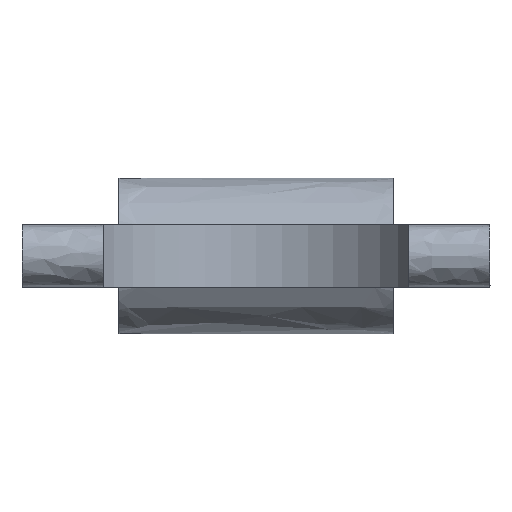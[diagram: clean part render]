
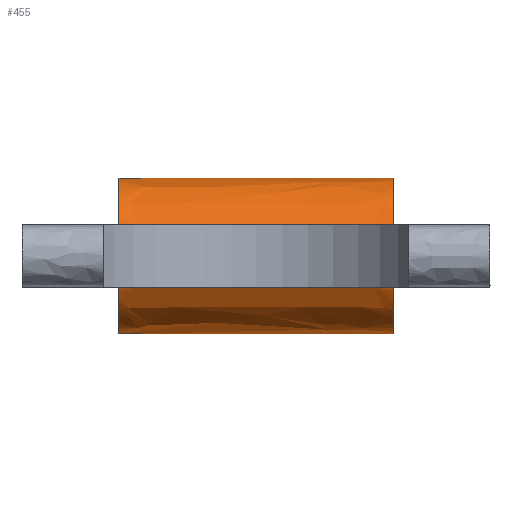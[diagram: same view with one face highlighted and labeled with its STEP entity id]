
A CAD part, front view. The second image highlights one B-rep face of the part: STEP entity #455.
In plain terms, the highlighted free-form (B-spline) face has degree [2, 1] with [5, 2] control points.
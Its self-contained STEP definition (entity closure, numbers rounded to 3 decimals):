
#390 = VERTEX_POINT('',#391);
#391 = CARTESIAN_POINT('',(25.922,0.,
    -14.728));
#399 = EDGE_CURVE('',#390,#400,#402,.T.);
#400 = VERTEX_POINT('',#401);
#401 = CARTESIAN_POINT('',(-25.922,0.,
    -14.728));
#402 = B_SPLINE_CURVE_WITH_KNOTS('',1,(#403,#404),.UNSPECIFIED.,.F.,.F.,
  (2,2),(-0.,44.),.PIECEWISE_BEZIER_KNOTS.);
#403 = CARTESIAN_POINT('',(25.922,0.,
    -14.728));
#404 = CARTESIAN_POINT('',(-25.922,0.,
    -14.728));
#455 = ADVANCED_FACE('',(#456,#484),#516,.T.);
#456 = FACE_BOUND('',#457,.T.);
#457 = EDGE_LOOP('',(#458,#459,#469,#476));
#458 = ORIENTED_EDGE('',*,*,#399,.F.);
#459 = ORIENTED_EDGE('',*,*,#460,.F.);
#460 = EDGE_CURVE('',#461,#390,#463,.T.);
#461 = VERTEX_POINT('',#462);
#462 = CARTESIAN_POINT('',(25.922,0.,14.728));
#463 = ( BOUNDED_CURVE() B_SPLINE_CURVE(2,(#464,#465,#466,#467,#468),
.UNSPECIFIED.,.F.,.F.) B_SPLINE_CURVE_WITH_KNOTS((3,2,3),(3.142,
4.712,6.283),.PIECEWISE_BEZIER_KNOTS.) CURVE() 
GEOMETRIC_REPRESENTATION_ITEM() RATIONAL_B_SPLINE_CURVE((1.,
0.707,1.,0.707,1.)) REPRESENTATION_ITEM('') );
#464 = CARTESIAN_POINT('',(25.922,0.,
    14.728));
#465 = CARTESIAN_POINT('',(25.922,-14.728,
    14.728));
#466 = CARTESIAN_POINT('',(25.922,-14.728,
    0.));
#467 = CARTESIAN_POINT('',(25.922,-14.728,
    -14.728));
#468 = CARTESIAN_POINT('',(25.922,0.,
    -14.728));
#469 = ORIENTED_EDGE('',*,*,#470,.T.);
#470 = EDGE_CURVE('',#461,#471,#473,.T.);
#471 = VERTEX_POINT('',#472);
#472 = CARTESIAN_POINT('',(-25.922,0.,14.728));
#473 = B_SPLINE_CURVE_WITH_KNOTS('',1,(#474,#475),.UNSPECIFIED.,.F.,.F.,
  (2,2),(-0.,44.),.PIECEWISE_BEZIER_KNOTS.);
#474 = CARTESIAN_POINT('',(25.922,0.,14.728));
#475 = CARTESIAN_POINT('',(-25.922,0.,14.728));
#476 = ORIENTED_EDGE('',*,*,#477,.T.);
#477 = EDGE_CURVE('',#471,#400,#478,.T.);
#478 = ( BOUNDED_CURVE() B_SPLINE_CURVE(2,(#479,#480,#481,#482,#483),
.UNSPECIFIED.,.F.,.F.) B_SPLINE_CURVE_WITH_KNOTS((3,2,3),(3.142,
4.712,6.283),.PIECEWISE_BEZIER_KNOTS.) CURVE() 
GEOMETRIC_REPRESENTATION_ITEM() RATIONAL_B_SPLINE_CURVE((1.,
0.707,1.,0.707,1.)) REPRESENTATION_ITEM('') );
#479 = CARTESIAN_POINT('',(-25.922,0.,
    14.728));
#480 = CARTESIAN_POINT('',(-25.922,-14.728,
    14.728));
#481 = CARTESIAN_POINT('',(-25.922,-14.728,
    0.));
#482 = CARTESIAN_POINT('',(-25.922,-14.728,
    -14.728));
#483 = CARTESIAN_POINT('',(-25.922,0.,
    -14.728));
#484 = FACE_BOUND('',#485,.T.);
#485 = EDGE_LOOP('',(#486,#496,#503,#511));
#486 = ORIENTED_EDGE('',*,*,#487,.F.);
#487 = EDGE_CURVE('',#488,#490,#492,.T.);
#488 = VERTEX_POINT('',#489);
#489 = CARTESIAN_POINT('',(-22.387,-13.499,5.891)
  );
#490 = VERTEX_POINT('',#491);
#491 = CARTESIAN_POINT('',(-22.387,-13.499,-5.891
    ));
#492 = ( BOUNDED_CURVE() B_SPLINE_CURVE(2,(#493,#494,#495),
.UNSPECIFIED.,.F.,.F.) B_SPLINE_CURVE_WITH_KNOTS((3,3),(4.301,
5.124),.PIECEWISE_BEZIER_KNOTS.) CURVE() 
GEOMETRIC_REPRESENTATION_ITEM() RATIONAL_B_SPLINE_CURVE((1.,
0.917,1.)) REPRESENTATION_ITEM('') );
#493 = CARTESIAN_POINT('',(-22.387,-13.499,5.891)
  );
#494 = CARTESIAN_POINT('',(-22.387,-16.07,
    0.));
#495 = CARTESIAN_POINT('',(-22.387,-13.499,-5.891
    ));
#496 = ORIENTED_EDGE('',*,*,#497,.T.);
#497 = EDGE_CURVE('',#488,#498,#500,.T.);
#498 = VERTEX_POINT('',#499);
#499 = CARTESIAN_POINT('',(22.387,-13.499,
    5.891));
#500 = B_SPLINE_CURVE_WITH_KNOTS('',1,(#501,#502),.UNSPECIFIED.,.F.,.F.,
  (2,2),(-41.,-3.),.PIECEWISE_BEZIER_KNOTS.);
#501 = CARTESIAN_POINT('',(-22.387,-13.499,5.891)
  );
#502 = CARTESIAN_POINT('',(22.387,-13.499,
    5.891));
#503 = ORIENTED_EDGE('',*,*,#504,.T.);
#504 = EDGE_CURVE('',#498,#505,#507,.T.);
#505 = VERTEX_POINT('',#506);
#506 = CARTESIAN_POINT('',(22.387,-13.499,
    -5.891));
#507 = ( BOUNDED_CURVE() B_SPLINE_CURVE(2,(#508,#509,#510),
.UNSPECIFIED.,.F.,.F.) B_SPLINE_CURVE_WITH_KNOTS((3,3),(2.73,
3.553),.PIECEWISE_BEZIER_KNOTS.) CURVE() 
GEOMETRIC_REPRESENTATION_ITEM() RATIONAL_B_SPLINE_CURVE((1.,
0.917,1.)) REPRESENTATION_ITEM('') );
#508 = CARTESIAN_POINT('',(22.387,-13.499,
    5.891));
#509 = CARTESIAN_POINT('',(22.387,-16.07,
    0.));
#510 = CARTESIAN_POINT('',(22.387,-13.499,
    -5.891));
#511 = ORIENTED_EDGE('',*,*,#512,.F.);
#512 = EDGE_CURVE('',#490,#505,#513,.T.);
#513 = B_SPLINE_CURVE_WITH_KNOTS('',1,(#514,#515),.UNSPECIFIED.,.F.,.F.,
  (2,2),(-41.,-3.),.PIECEWISE_BEZIER_KNOTS.);
#514 = CARTESIAN_POINT('',(-22.387,-13.499,-5.891
    ));
#515 = CARTESIAN_POINT('',(22.387,-13.499,
    -5.891));
#516 = ( BOUNDED_SURFACE() B_SPLINE_SURFACE(2,1,(
    (#517,#518)
    ,(#519,#520)
    ,(#521,#522)
    ,(#523,#524)
,(#525,#526
    )),.UNSPECIFIED.,.F.,.F.,.F.) B_SPLINE_SURFACE_WITH_KNOTS((3,2,3),(2
    ,2),(3.142,4.712,6.283),(0.,44.),
.PIECEWISE_BEZIER_KNOTS.) GEOMETRIC_REPRESENTATION_ITEM() 
RATIONAL_B_SPLINE_SURFACE((
    (1.,1.)
    ,(0.707,0.707)
    ,(1.,1.)
    ,(0.707,0.707)
,(1.,1.))) REPRESENTATION_ITEM('') SURFACE() );
#517 = CARTESIAN_POINT('',(25.922,0.,
    -14.728));
#518 = CARTESIAN_POINT('',(-25.922,0.,
    -14.728));
#519 = CARTESIAN_POINT('',(25.922,-14.728,
    -14.728));
#520 = CARTESIAN_POINT('',(-25.922,-14.728,
    -14.728));
#521 = CARTESIAN_POINT('',(25.922,-14.728,
    0.));
#522 = CARTESIAN_POINT('',(-25.922,-14.728,
    0.));
#523 = CARTESIAN_POINT('',(25.922,-14.728,
    14.728));
#524 = CARTESIAN_POINT('',(-25.922,-14.728,
    14.728));
#525 = CARTESIAN_POINT('',(25.922,0.,
    14.728));
#526 = CARTESIAN_POINT('',(-25.922,0.,
    14.728));
